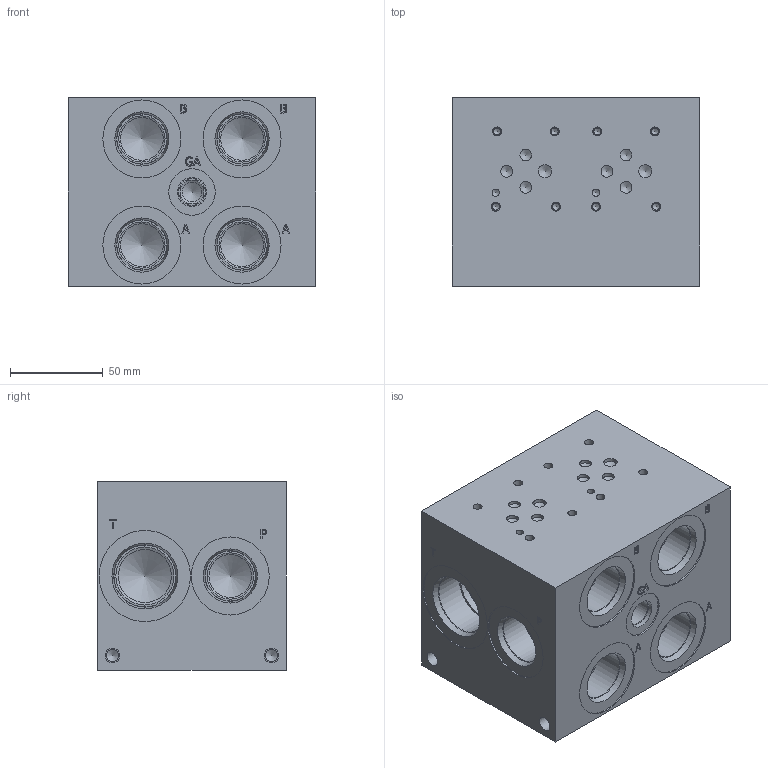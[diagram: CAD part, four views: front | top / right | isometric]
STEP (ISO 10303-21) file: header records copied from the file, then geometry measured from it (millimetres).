
FILE_DESCRIPTION(/* description */ (''),/* implementation_level */ '2;1');
FILE_NAME(/* name */ '_D03HP022S_S.stp',/* time_stamp */ '2022-10-27T16:47:41-04:00',/* author */ ('bobbyh'),/* organization */ (''),/* preprocessor_version */ 'ST-DEVELOPER v18',/* originating_system */ 'Autodesk Inventor 2020',/* authorisation */ '');
FILE_SCHEMA (('AUTOMOTIVE_DESIGN { 1 0 10303 214 3 1 1 }'));
Length unit declared in the file: millimetre
Products named in the file (1): Part_AD03HP022S_3D
Bounding box: 133.35 x 101.6 x 101.6 mm (x, y, z)
Volume: 1177142.2 mm3; surface area: 105691.6 mm2
Topology: 1 solids, 1 shells, 701 faces, 1918 edges, 1300 vertices
Faces by surface type: plane 378, bspline 179, cylinder 85, cone 59
Full cylindrical faces by diameter (mm): 3.785 x8, 3.962 x2, 4.826 x8, 6.35 x6, 6.528 x4, 7.137 x2, 7.925 x4, 10.719 x1, 12.9 x1, 14.275 x1, 15.596 x1, 17.475 x1, 22.225 x1, 23.012 x6, 23.698 x1, 24.917 x6, 25.019 x1, 25.4 x1, 26.187 x1, 26.99 x6, 27.381 x1, 27.432 x6, 28.575 x2, 31.267 x2, 33.34 x2, 33.757 x2, 42.037 x6, 49.124 x2
Entity records: 23583 total; most frequent: CARTESIAN_POINT 6215, ORIENTED_EDGE 3772, DIRECTION 2894, EDGE_CURVE 1886, VERTEX_POINT 1300, LINE 1208, VECTOR 1208, AXIS2_PLACEMENT_3D 843
